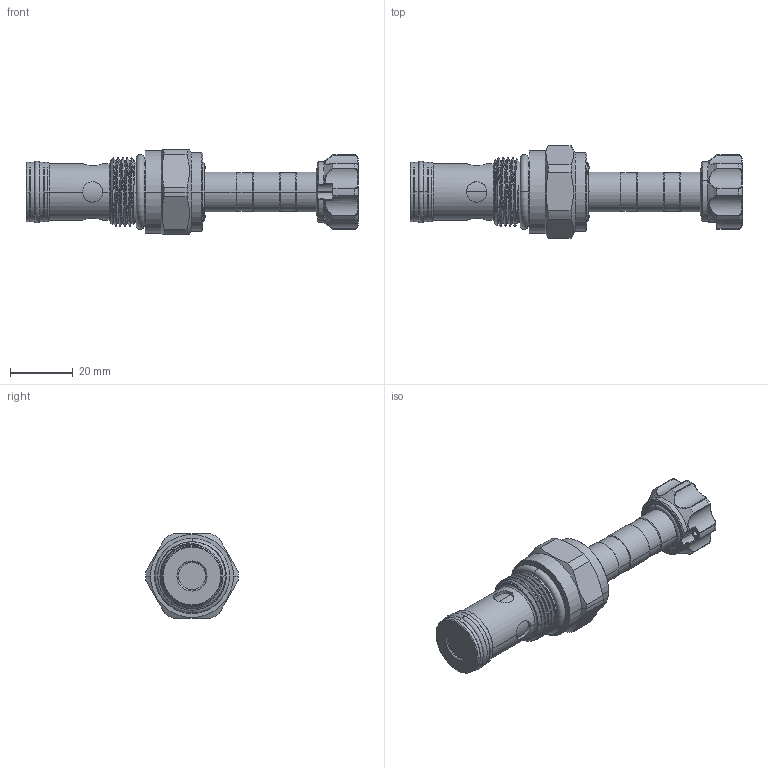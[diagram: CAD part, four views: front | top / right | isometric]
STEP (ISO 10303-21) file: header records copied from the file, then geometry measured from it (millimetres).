
FILE_DESCRIPTION (( 'STEP AP203' ), '1' );
FILE_NAME ('EP22ML2A01N85.STEP', '2024-06-18T02:24:03', ( '' ), ( '' ), 'SwSTEP 2.0', 'SolidWorks 2018', '' );
FILE_SCHEMA (( 'CONFIG_CONTROL_DESIGN' ));
Length unit declared in the file: millimetre
Products named in the file (1): EP22ML2A01N85
Bounding box: 106 x 29.6 x 27 mm (x, y, z)
Volume: 30590.9 mm3; surface area: 8892.8 mm2
Topology: 1 solids, 1 shells, 254 faces, 603 edges, 368 vertices
Faces by surface type: cylinder 119, bspline 39, cone 35, torus 33, plane 28
Entity records: 13246 total; most frequent: CARTESIAN_POINT 7632, ORIENTED_EDGE 1202, DIRECTION 1122, EDGE_CURVE 601, AXIS2_PLACEMENT_3D 482, VERTEX_POINT 368, EDGE_LOOP 275, CIRCLE 266
